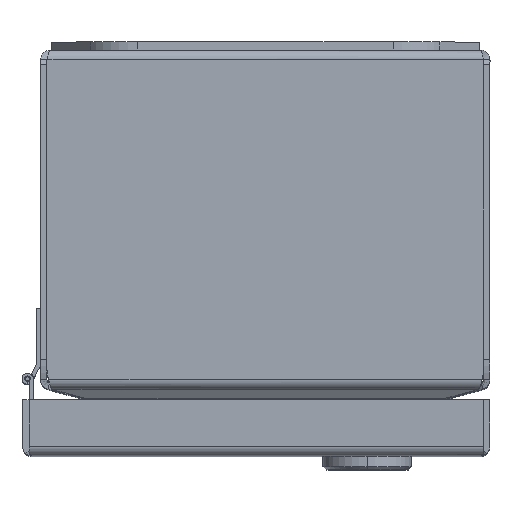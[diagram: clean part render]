
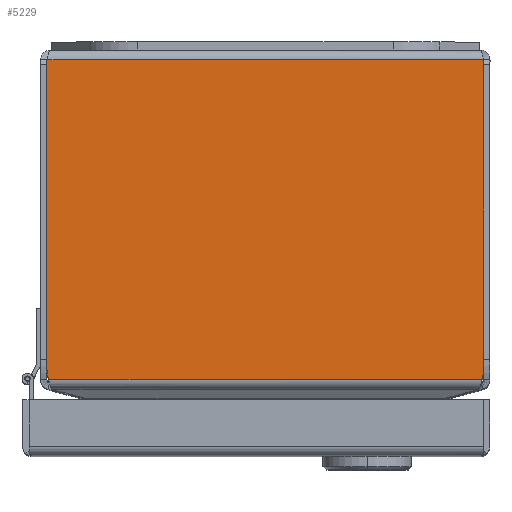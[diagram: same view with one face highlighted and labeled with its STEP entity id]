
A CAD part, top view. The second image highlights one B-rep face of the part: STEP entity #5229.
In plain terms, the highlighted planar face has unit normal (0, 0, 1).
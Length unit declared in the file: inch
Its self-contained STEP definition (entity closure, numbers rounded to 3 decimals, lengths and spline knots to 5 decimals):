
#35 = VECTOR ( 'NONE', #3712, 39.37008 ) ;
#348 = ORIENTED_EDGE ( 'NONE', *, *, #12379, .F. ) ;
#606 = CARTESIAN_POINT ( 'NONE',  ( 1.94289, -0.086, 2. ) ) ;
#1550 = CARTESIAN_POINT ( 'NONE',  ( 13.527, -0.086, 2. ) ) ;
#1920 = EDGE_CURVE ( 'NONE', #9558, #14355, #4461, .T. ) ;
#1970 = ORIENTED_EDGE ( 'NONE', *, *, #2920, .F. ) ;
#2353 = CARTESIAN_POINT ( 'NONE',  ( -1.94289, -0.086, 2. ) ) ;
#2622 = AXIS2_PLACEMENT_3D ( 'NONE', #16084, #7684, #6597 ) ;
#2920 = EDGE_CURVE ( 'NONE', #6389, #9558, #15691, .T. ) ;
#2955 = CARTESIAN_POINT ( 'NONE',  ( 1.66189, -2.83953, 2. ) ) ;
#3042 = DIRECTION ( 'NONE',  ( 0., 1., 0. ) ) ;
#3628 = CARTESIAN_POINT ( 'NONE',  ( 13.527, 0., 2. ) ) ;
#3645 = CARTESIAN_POINT ( 'NONE',  ( 1.94289, -2.83953, 2. ) ) ;
#3661 = VECTOR ( 'NONE', #5439, 39.37008 ) ;
#3712 = DIRECTION ( 'NONE',  ( 0., -1., 0. ) ) ;
#3906 = VECTOR ( 'NONE', #10848, 39.37008 ) ;
#4207 = CARTESIAN_POINT ( 'NONE',  ( 1.92653, -2.93401, 2. ) ) ;
#4461 = CIRCLE ( 'NONE', #6762, 0.281 ) ;
#5229 = ADVANCED_FACE ( 'NONE', ( #14649 ), #7517, .F. ) ;
#5439 = DIRECTION ( 'NONE',  ( -1., 0., 0. ) ) ;
#5531 = CARTESIAN_POINT ( 'NONE',  ( 1.94289, -0.086, 2. ) ) ;
#5669 = DIRECTION ( 'NONE',  ( 0., 0., -1. ) ) ;
#6123 = ORIENTED_EDGE ( 'NONE', *, *, #6227, .F. ) ;
#6227 = EDGE_CURVE ( 'NONE', #6788, #6389, #11763, .T. ) ;
#6389 = VERTEX_POINT ( 'NONE', #5531 ) ;
#6597 = DIRECTION ( 'NONE',  ( -1., 0., 0. ) ) ;
#6762 = AXIS2_PLACEMENT_3D ( 'NONE', #2955, #5669, #3042 ) ;
#6788 = VERTEX_POINT ( 'NONE', #7744 ) ;
#7517 = PLANE ( 'NONE',  #8984 ) ;
#7606 = DIRECTION ( 'NONE',  ( -1., 0., 0. ) ) ;
#7684 = DIRECTION ( 'NONE',  ( 0., 0., -1. ) ) ;
#7744 = CARTESIAN_POINT ( 'NONE',  ( -1.94289, -0.086, 2. ) ) ;
#7782 = DIRECTION ( 'NONE',  ( 0., 0., -1. ) ) ;
#8325 = LINE ( 'NONE', #16371, #3661 ) ;
#8984 = AXIS2_PLACEMENT_3D ( 'NONE', #3628, #7782, #7606 ) ;
#9167 = DIRECTION ( 'NONE',  ( 0., -1., 0. ) ) ;
#9517 = EDGE_LOOP ( 'NONE', ( #16971, #1970, #6123, #11486, #348, #17208 ) ) ;
#9558 = VERTEX_POINT ( 'NONE', #3645 ) ;
#10393 = CIRCLE ( 'NONE', #2622, 0.281 ) ;
#10559 = LINE ( 'NONE', #2353, #35 ) ;
#10848 = DIRECTION ( 'NONE',  ( 1., 0., 0. ) ) ;
#11422 = CARTESIAN_POINT ( 'NONE',  ( -1.94289, -2.83953, 2. ) ) ;
#11486 = ORIENTED_EDGE ( 'NONE', *, *, #12401, .T. ) ;
#11662 = VERTEX_POINT ( 'NONE', #11422 ) ;
#11763 = LINE ( 'NONE', #1550, #3906 ) ;
#12379 = EDGE_CURVE ( 'NONE', #12561, #11662, #10393, .T. ) ;
#12401 = EDGE_CURVE ( 'NONE', #6788, #11662, #10559, .T. ) ;
#12561 = VERTEX_POINT ( 'NONE', #16537 ) ;
#14355 = VERTEX_POINT ( 'NONE', #4207 ) ;
#14448 = VECTOR ( 'NONE', #9167, 39.37008 ) ;
#14649 = FACE_OUTER_BOUND ( 'NONE', #9517, .T. ) ;
#15691 = LINE ( 'NONE', #606, #14448 ) ;
#16084 = CARTESIAN_POINT ( 'NONE',  ( -1.66189, -2.83953, 2. ) ) ;
#16371 = CARTESIAN_POINT ( 'NONE',  ( 13.527, -2.93401, 2. ) ) ;
#16537 = CARTESIAN_POINT ( 'NONE',  ( -1.92653, -2.93401, 2. ) ) ;
#16971 = ORIENTED_EDGE ( 'NONE', *, *, #1920, .F. ) ;
#17208 = ORIENTED_EDGE ( 'NONE', *, *, #17611, .F. ) ;
#17611 = EDGE_CURVE ( 'NONE', #14355, #12561, #8325, .T. ) ;
